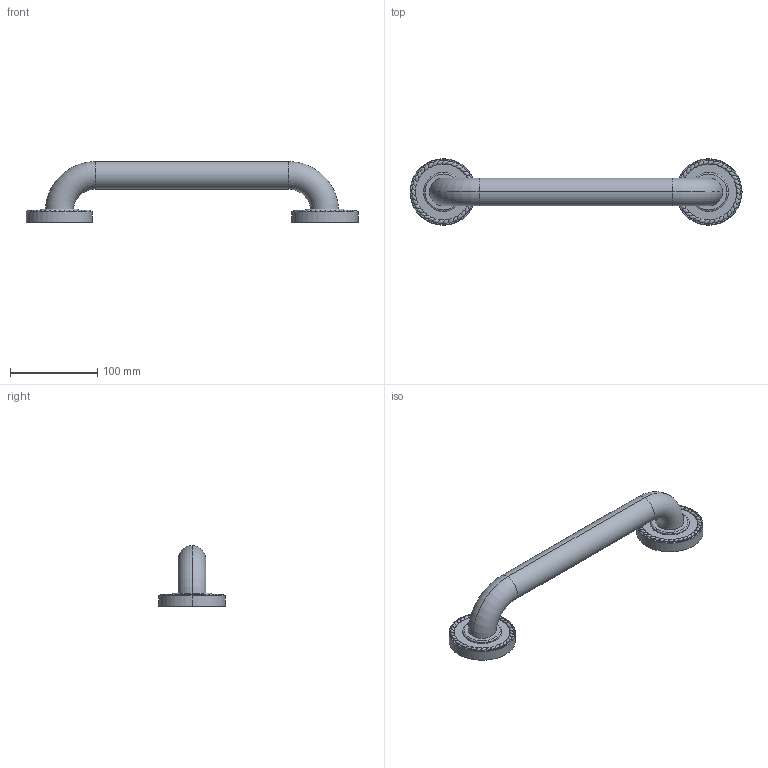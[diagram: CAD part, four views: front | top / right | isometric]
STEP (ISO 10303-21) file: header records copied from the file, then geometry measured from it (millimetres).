
FILE_DESCRIPTION((''),'2;1');
FILE_NAME('1020-3912_ASM','2017-07-17T',('rsmith'),(''),'PRO/ENGINEER BY PARAMETRIC TECHNOLOGY CORPORATION, 2013150','PRO/ENGINEER BY PARAMETRIC TECHNOLOGY CORPORATION, 2013150','');
FILE_SCHEMA(('CONFIG_CONTROL_DESIGN'));
Length unit declared in the file: inch
Products named in the file (8): 91496; 1995; 20-287_ASM; 50869; 80526; 5080_ASM; 1572; 1020-3912_ASM
Assembly tree (10 placements, depth 3):
  1020-3912_ASM
    20-287_ASM  x2
      91496
      1995
    5080_ASM
      50869  x2
      80526
    1572  x2
Bounding box: 381 x 76.2 x 69.85 mm (x, y, z)
Volume: 112996.2 mm3; surface area: 178863.5 mm2
Topology: 9 solids, 18 shells, 772 faces, 2108 edges, 1380 vertices
Faces by surface type: bspline 254, cylinder 188, plane 152, extrusion 94, torus 60, cone 24
Entity records: 25814 total; most frequent: CARTESIAN_POINT 16839, ORIENTED_EDGE 2142, DIRECTION 1290, EDGE_CURVE 1087, VERTEX_POINT 708, B_SPLINE_CURVE_WITH_KNOTS 625, AXIS2_PLACEMENT_3D 477, EDGE_LOOP 434
